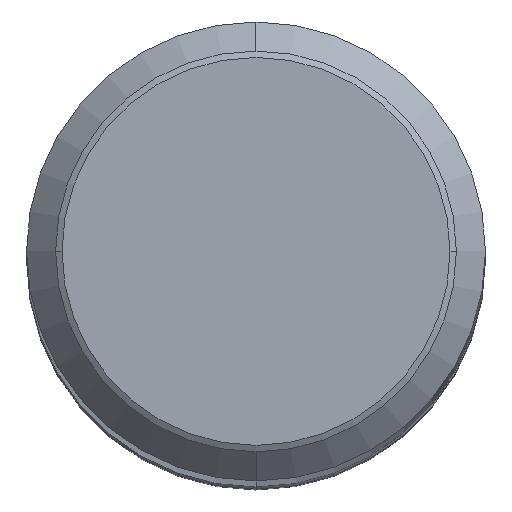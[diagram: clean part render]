
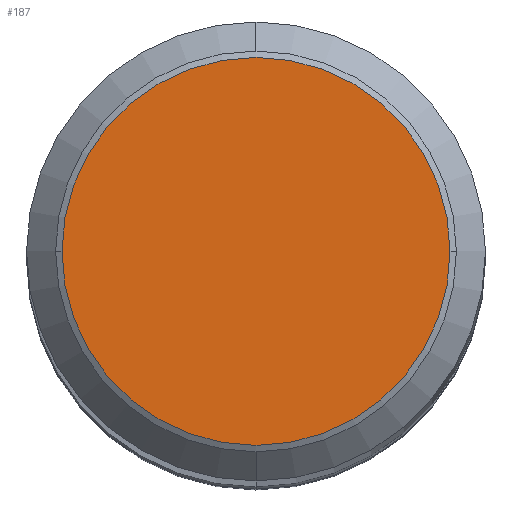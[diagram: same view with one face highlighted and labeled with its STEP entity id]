
A CAD part, top view. The second image highlights one B-rep face of the part: STEP entity #187.
In plain terms, the highlighted planar face has unit normal (0, 0, 1).
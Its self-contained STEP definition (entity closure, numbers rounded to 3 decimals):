
#187=ADVANCED_FACE('',(#386),#387,.T.);
#193=EDGE_CURVE('',#209,#251,#395,.T.);
#195=EDGE_CURVE('',#251,#209,#397,.T.);
#209=VERTEX_POINT('',#413);
#251=VERTEX_POINT('',#460);
#386=FACE_OUTER_BOUND('',#608,.T.);
#387=PLANE('',#609);
#395=CIRCLE('',#618,5.917);
#397=CIRCLE('',#621,5.917);
#413=CARTESIAN_POINT('',(5.917,0.,144.0));
#460=CARTESIAN_POINT('',(-5.917,0.,144.0));
#608=EDGE_LOOP('',(#873,#874));
#609=AXIS2_PLACEMENT_3D('',#875,#876,#877);
#618=AXIS2_PLACEMENT_3D('',#895,#896,#897);
#621=AXIS2_PLACEMENT_3D('',#898,#899,#900);
#873=ORIENTED_EDGE('',*,*,#195,.T.);
#874=ORIENTED_EDGE('',*,*,#193,.T.);
#875=CARTESIAN_POINT('',(0.,-3.,144.0));
#876=DIRECTION('',(0.0,0.0,1.0));
#877=DIRECTION('',(0.,-1.0,0.0));
#895=CARTESIAN_POINT('',(0.,0.0,144.0));
#896=DIRECTION('',(0.0,0.0,1.0));
#897=DIRECTION('',(-1.0,0.,0.0));
#898=CARTESIAN_POINT('',(0.,0.0,144.0));
#899=DIRECTION('',(0.0,0.0,1.0));
#900=DIRECTION('',(-1.0,0.,0.0));
